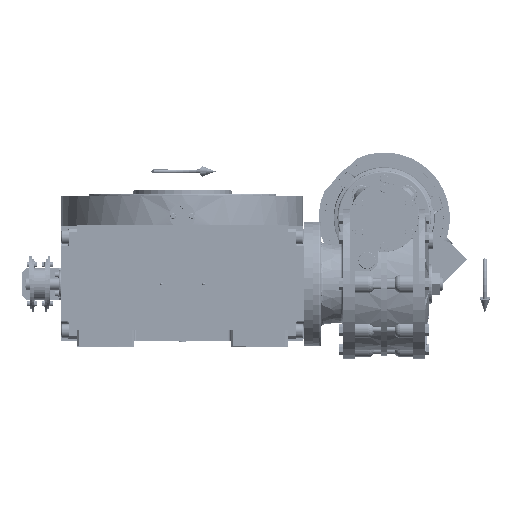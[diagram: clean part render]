
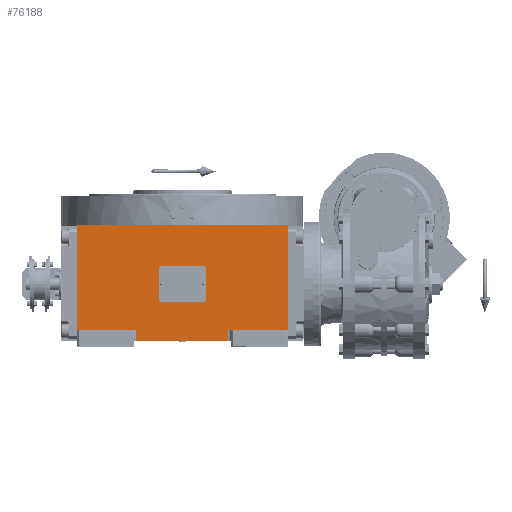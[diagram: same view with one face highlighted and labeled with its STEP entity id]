
A CAD part, top view. The second image highlights one B-rep face of the part: STEP entity #76188.
In plain terms, the highlighted planar face has unit normal (0, 0, 1).
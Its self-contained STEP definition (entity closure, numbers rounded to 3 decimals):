
#6996 = CARTESIAN_POINT ( 'NONE',  ( -59., -73., 226. ) ) ;
#7029 = LINE ( 'NONE', #113257, #80188 ) ;
#7521 = LINE ( 'NONE', #138768, #80848 ) ;
#10170 = VECTOR ( 'NONE', #103442, 1000. ) ;
#10994 = LINE ( 'NONE', #90474, #10170 ) ;
#14817 = CARTESIAN_POINT ( 'NONE',  ( 135., 75., 226. ) ) ;
#17828 = CARTESIAN_POINT ( 'NONE',  ( 59., -73., 226. ) ) ;
#19076 = DIRECTION ( 'NONE',  ( 1., 0., 0. ) ) ;
#23372 = VECTOR ( 'NONE', #93710, 1000. ) ;
#24451 = VECTOR ( 'NONE', #114059, 1000. ) ;
#24776 = DIRECTION ( 'NONE',  ( 1., 0., 0. ) ) ;
#26658 = EDGE_CURVE ( 'NONE', #157827, #122224, #7029, .T. ) ;
#26890 = EDGE_CURVE ( 'NONE', #122224, #47600, #137041, .T. ) ;
#27443 = EDGE_LOOP ( 'NONE', ( #133778, #79083, #152496, #45534, #35176, #28441, #61538, #131403 ) ) ;
#28441 = ORIENTED_EDGE ( 'NONE', *, *, #94087, .F. ) ;
#30598 = VECTOR ( 'NONE', #72237, 1000. ) ;
#35176 = ORIENTED_EDGE ( 'NONE', *, *, #58665, .F. ) ;
#35227 = VECTOR ( 'NONE', #19076, 1000. ) ;
#35450 = LINE ( 'NONE', #6996, #35227 ) ;
#36983 = VERTEX_POINT ( 'NONE', #100645 ) ;
#45510 = DIRECTION ( 'NONE',  ( 0., 1., 0. ) ) ;
#45534 = ORIENTED_EDGE ( 'NONE', *, *, #26890, .T. ) ;
#46326 = VECTOR ( 'NONE', #137969, 1000. ) ;
#47600 = VERTEX_POINT ( 'NONE', #14817 ) ;
#58665 = EDGE_CURVE ( 'NONE', #70417, #47600, #88703, .T. ) ;
#61538 = ORIENTED_EDGE ( 'NONE', *, *, #91866, .T. ) ;
#62160 = AXIS2_PLACEMENT_3D ( 'NONE', #90456, #143125, #24776 ) ;
#65374 = FACE_OUTER_BOUND ( 'NONE', #27443, .T. ) ;
#69656 = VERTEX_POINT ( 'NONE', #69969 ) ;
#69969 = CARTESIAN_POINT ( 'NONE',  ( -135., -59., 226. ) ) ;
#70417 = VERTEX_POINT ( 'NONE', #137551 ) ;
#72237 = DIRECTION ( 'NONE',  ( 0., 1., 0. ) ) ;
#72785 = VERTEX_POINT ( 'NONE', #17828 ) ;
#76188 = ADVANCED_FACE ( 'NONE', ( #65374 ), #118081, .T. ) ;
#79083 = ORIENTED_EDGE ( 'NONE', *, *, #139987, .F. ) ;
#80188 = VECTOR ( 'NONE', #99467, 1000. ) ;
#80848 = VECTOR ( 'NONE', #45510, 1000. ) ;
#88703 = LINE ( 'NONE', #141379, #46326 ) ;
#90361 = EDGE_CURVE ( 'NONE', #36983, #129302, #7521, .T. ) ;
#90456 = CARTESIAN_POINT ( 'NONE',  ( -135., -73., 226. ) ) ;
#90474 = CARTESIAN_POINT ( 'NONE',  ( -135., -59., 226. ) ) ;
#91866 = EDGE_CURVE ( 'NONE', #69656, #129302, #142977, .T. ) ;
#93710 = DIRECTION ( 'NONE',  ( 1., 0., 0. ) ) ;
#94087 = EDGE_CURVE ( 'NONE', #69656, #70417, #10994, .T. ) ;
#99467 = DIRECTION ( 'NONE',  ( 1., 0., 0. ) ) ;
#100645 = CARTESIAN_POINT ( 'NONE',  ( -59., -73., 226. ) ) ;
#103442 = DIRECTION ( 'NONE',  ( 0., 1., 0. ) ) ;
#106251 = EDGE_CURVE ( 'NONE', #36983, #72785, #35450, .T. ) ;
#109947 = CARTESIAN_POINT ( 'NONE',  ( 135., -59., 226. ) ) ;
#113257 = CARTESIAN_POINT ( 'NONE',  ( 59., -59., 226. ) ) ;
#114059 = DIRECTION ( 'NONE',  ( 0., -1., 0. ) ) ;
#118081 = PLANE ( 'NONE',  #62160 ) ;
#122224 = VERTEX_POINT ( 'NONE', #109947 ) ;
#129302 = VERTEX_POINT ( 'NONE', #134717 ) ;
#131403 = ORIENTED_EDGE ( 'NONE', *, *, #90361, .F. ) ;
#133778 = ORIENTED_EDGE ( 'NONE', *, *, #106251, .T. ) ;
#134717 = CARTESIAN_POINT ( 'NONE',  ( -59., -59., 226. ) ) ;
#137041 = LINE ( 'NONE', #162983, #30598 ) ;
#137551 = CARTESIAN_POINT ( 'NONE',  ( -135., 75., 226. ) ) ;
#137969 = DIRECTION ( 'NONE',  ( 1., 0., 0. ) ) ;
#138768 = CARTESIAN_POINT ( 'NONE',  ( -59., -73., 226. ) ) ;
#139965 = LINE ( 'NONE', #150370, #24451 ) ;
#139987 = EDGE_CURVE ( 'NONE', #157827, #72785, #139965, .T. ) ;
#141379 = CARTESIAN_POINT ( 'NONE',  ( -135., 75., 226. ) ) ;
#142977 = LINE ( 'NONE', #168919, #23372 ) ;
#143125 = DIRECTION ( 'NONE',  ( 0., 0., 1. ) ) ;
#146999 = CARTESIAN_POINT ( 'NONE',  ( 59., -59., 226. ) ) ;
#150370 = CARTESIAN_POINT ( 'NONE',  ( 59., -59., 226. ) ) ;
#152496 = ORIENTED_EDGE ( 'NONE', *, *, #26658, .T. ) ;
#157827 = VERTEX_POINT ( 'NONE', #146999 ) ;
#162983 = CARTESIAN_POINT ( 'NONE',  ( 135., -59., 226. ) ) ;
#168919 = CARTESIAN_POINT ( 'NONE',  ( -135., -59., 226. ) ) ;
